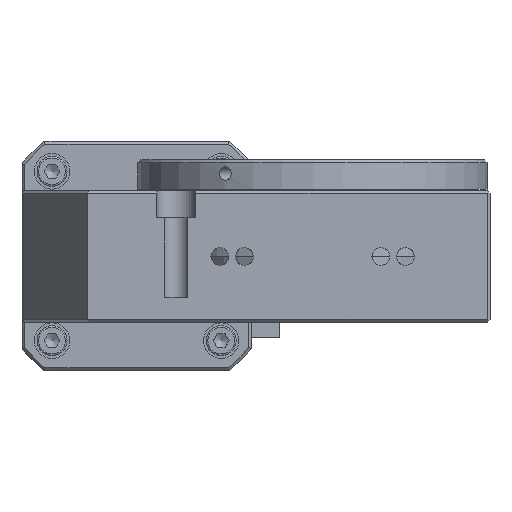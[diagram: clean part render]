
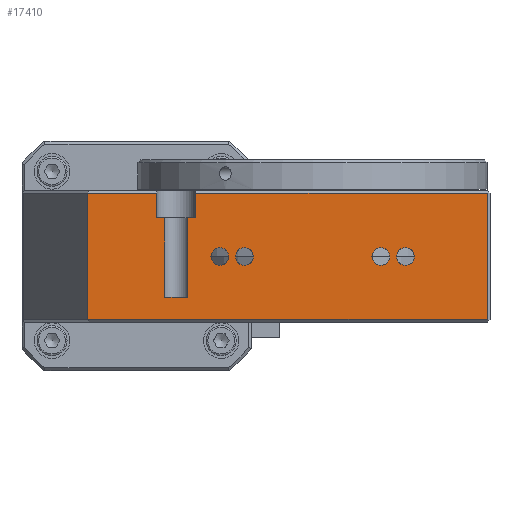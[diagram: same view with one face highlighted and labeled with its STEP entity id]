
A CAD part, left-side view. The second image highlights one B-rep face of the part: STEP entity #17410.
In plain terms, the highlighted planar face has unit normal (-1, 0, 0).
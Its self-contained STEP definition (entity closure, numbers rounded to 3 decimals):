
#3768=CARTESIAN_POINT('',(-40.425,7.53,-6.471));
#3769=VERTEX_POINT('',#3768);
#3770=CARTESIAN_POINT('',(-40.425,7.53,-4.85));
#3771=DIRECTION('',(1.0,0.0,0.0));
#3772=DIRECTION('',(0.0,0.0,1.0));
#3773=AXIS2_PLACEMENT_3D('',#3770,#3771,#3772);
#3774=CIRCLE('',#3773,1.621);
#3775=EDGE_CURVE('',#3769,#3769,#3774,.T.);
#3930=CARTESIAN_POINT('',(-40.425,12.03,-6.471));
#3931=VERTEX_POINT('',#3930);
#3932=CARTESIAN_POINT('',(-40.425,12.03,-4.85));
#3933=DIRECTION('',(1.0,0.0,0.0));
#3934=DIRECTION('',(0.0,0.0,1.0));
#3935=AXIS2_PLACEMENT_3D('',#3932,#3933,#3934);
#3936=CIRCLE('',#3935,1.621);
#3937=EDGE_CURVE('',#3931,#3931,#3936,.T.);
#4107=CARTESIAN_POINT('',(-40.425,-21.97,-3.229));
#4108=VERTEX_POINT('',#4107);
#4109=CARTESIAN_POINT('',(-40.425,-21.97,-4.85));
#4110=DIRECTION('',(1.0,0.0,0.0));
#4111=DIRECTION('',(0.0,0.0,-1.0));
#4112=AXIS2_PLACEMENT_3D('',#4109,#4110,#4111);
#4113=CIRCLE('',#4112,1.621);
#4114=EDGE_CURVE('',#4108,#4108,#4113,.T.);
#4592=CARTESIAN_POINT('',(-40.425,-17.47,-3.229));
#4593=VERTEX_POINT('',#4592);
#4594=CARTESIAN_POINT('',(-40.425,-17.47,-4.85));
#4595=DIRECTION('',(1.0,0.0,0.0));
#4596=DIRECTION('',(0.0,0.0,-1.0));
#4597=AXIS2_PLACEMENT_3D('',#4594,#4595,#4596);
#4598=CIRCLE('',#4597,1.621);
#4599=EDGE_CURVE('',#4593,#4593,#4598,.T.);
#16910=CARTESIAN_POINT('',(-40.425,16.43,6.75));
#16911=VERTEX_POINT('',#16910);
#16920=CARTESIAN_POINT('',(-40.425,16.43,2.25));
#16921=VERTEX_POINT('',#16920);
#16928=CARTESIAN_POINT('',(-40.425,16.43,6.75));
#16929=DIRECTION('',(0.0,0.0,-1.0));
#16930=VECTOR('',#16929,4.5);
#16931=LINE('',#16928,#16930);
#16932=EDGE_CURVE('',#16911,#16921,#16931,.T.);
#16942=CARTESIAN_POINT('',(-40.425,23.63,6.75));
#16943=VERTEX_POINT('',#16942);
#16950=CARTESIAN_POINT('',(-40.425,23.63,2.25));
#16951=VERTEX_POINT('',#16950);
#16952=CARTESIAN_POINT('',(-40.425,23.63,2.25));
#16953=DIRECTION('',(0.0,0.0,1.0));
#16954=VECTOR('',#16953,4.5);
#16955=LINE('',#16952,#16954);
#16956=EDGE_CURVE('',#16951,#16943,#16955,.T.);
#17209=CARTESIAN_POINT('',(-40.425,-36.97,-16.35));
#17210=VERTEX_POINT('',#17209);
#17219=CARTESIAN_POINT('',(-40.425,36.28,-16.35));
#17220=VERTEX_POINT('',#17219);
#17221=CARTESIAN_POINT('',(-40.425,-36.97,-16.35));
#17222=DIRECTION('',(0.0,1.0,0.0));
#17223=VECTOR('',#17222,73.25);
#17224=LINE('',#17221,#17223);
#17225=EDGE_CURVE('',#17210,#17220,#17224,.T.);
#17305=CARTESIAN_POINT('',(-40.425,36.28,6.75));
#17306=VERTEX_POINT('',#17305);
#17320=CARTESIAN_POINT('',(-40.425,36.28,6.75));
#17321=DIRECTION('',(0.0,0.0,-1.0));
#17322=VECTOR('',#17321,23.1);
#17323=LINE('',#17320,#17322);
#17324=EDGE_CURVE('',#17306,#17220,#17323,.T.);
#17329=CARTESIAN_POINT('',(-40.425,36.28,7.25));
#17330=DIRECTION('',(-1.0,0.0,0.0));
#17331=DIRECTION('',(0.0,0.0,1.0));
#17332=AXIS2_PLACEMENT_3D('',#17329,#17330,#17331);
#17333=PLANE('',#17332);
#17334=CARTESIAN_POINT('',(-40.425,22.13,-12.35));
#17335=VERTEX_POINT('',#17334);
#17336=CARTESIAN_POINT('',(-40.425,22.13,2.25));
#17337=VERTEX_POINT('',#17336);
#17338=CARTESIAN_POINT('',(-40.425,22.13,-12.35));
#17339=DIRECTION('',(0.0,0.0,1.0));
#17340=VECTOR('',#17339,14.6);
#17341=LINE('',#17338,#17340);
#17342=EDGE_CURVE('',#17335,#17337,#17341,.T.);
#17343=ORIENTED_EDGE('',*,*,#17342,.T.);
#17344=CARTESIAN_POINT('',(-40.425,22.13,2.25));
#17345=DIRECTION('',(0.0,1.0,0.0));
#17346=VECTOR('',#17345,1.5);
#17347=LINE('',#17344,#17346);
#17348=EDGE_CURVE('',#17337,#16951,#17347,.T.);
#17349=ORIENTED_EDGE('',*,*,#17348,.T.);
#17350=ORIENTED_EDGE('',*,*,#16956,.T.);
#17351=CARTESIAN_POINT('',(-40.425,36.28,6.75));
#17352=DIRECTION('',(0.0,-1.0,0.0));
#17353=VECTOR('',#17352,12.65);
#17354=LINE('',#17351,#17353);
#17355=EDGE_CURVE('',#17306,#16943,#17354,.T.);
#17356=ORIENTED_EDGE('',*,*,#17355,.F.);
#17357=ORIENTED_EDGE('',*,*,#17324,.T.);
#17358=ORIENTED_EDGE('',*,*,#17225,.F.);
#17359=CARTESIAN_POINT('',(-40.425,-36.97,6.75));
#17360=VERTEX_POINT('',#17359);
#17361=CARTESIAN_POINT('',(-40.425,-36.97,6.75));
#17362=DIRECTION('',(0.0,0.0,-1.0));
#17363=VECTOR('',#17362,23.1);
#17364=LINE('',#17361,#17363);
#17365=EDGE_CURVE('',#17360,#17210,#17364,.T.);
#17366=ORIENTED_EDGE('',*,*,#17365,.F.);
#17367=CARTESIAN_POINT('',(-40.425,16.43,6.75));
#17368=DIRECTION('',(0.0,-1.0,0.0));
#17369=VECTOR('',#17368,53.4);
#17370=LINE('',#17367,#17369);
#17371=EDGE_CURVE('',#16911,#17360,#17370,.T.);
#17372=ORIENTED_EDGE('',*,*,#17371,.F.);
#17373=ORIENTED_EDGE('',*,*,#16932,.T.);
#17374=CARTESIAN_POINT('',(-40.425,17.93,2.25));
#17375=VERTEX_POINT('',#17374);
#17376=CARTESIAN_POINT('',(-40.425,16.43,2.25));
#17377=DIRECTION('',(0.0,1.0,0.0));
#17378=VECTOR('',#17377,1.5);
#17379=LINE('',#17376,#17378);
#17380=EDGE_CURVE('',#16921,#17375,#17379,.T.);
#17381=ORIENTED_EDGE('',*,*,#17380,.T.);
#17382=CARTESIAN_POINT('',(-40.425,17.93,-12.35));
#17383=VERTEX_POINT('',#17382);
#17384=CARTESIAN_POINT('',(-40.425,17.93,2.25));
#17385=DIRECTION('',(0.0,0.0,-1.0));
#17386=VECTOR('',#17385,14.6);
#17387=LINE('',#17384,#17386);
#17388=EDGE_CURVE('',#17375,#17383,#17387,.T.);
#17389=ORIENTED_EDGE('',*,*,#17388,.T.);
#17390=CARTESIAN_POINT('',(-40.425,17.93,-12.35));
#17391=DIRECTION('',(0.0,1.0,0.0));
#17392=VECTOR('',#17391,4.2);
#17393=LINE('',#17390,#17392);
#17394=EDGE_CURVE('',#17383,#17335,#17393,.T.);
#17395=ORIENTED_EDGE('',*,*,#17394,.T.);
#17396=EDGE_LOOP('',(#17343,#17349,#17350,#17356,#17357,#17358,#17366,#17372,#17373,#17381,#17389,#17395));
#17397=FACE_OUTER_BOUND('',#17396,.T.);
#17398=ORIENTED_EDGE('',*,*,#3775,.T.);
#17399=EDGE_LOOP('',(#17398));
#17400=FACE_BOUND('',#17399,.T.);
#17401=ORIENTED_EDGE('',*,*,#3937,.T.);
#17402=EDGE_LOOP('',(#17401));
#17403=FACE_BOUND('',#17402,.T.);
#17404=ORIENTED_EDGE('',*,*,#4114,.T.);
#17405=EDGE_LOOP('',(#17404));
#17406=FACE_BOUND('',#17405,.T.);
#17407=ORIENTED_EDGE('',*,*,#4599,.T.);
#17408=EDGE_LOOP('',(#17407));
#17409=FACE_BOUND('',#17408,.T.);
#17410=ADVANCED_FACE('',(#17397,#17400,#17403,#17406,#17409),#17333,.T.);
